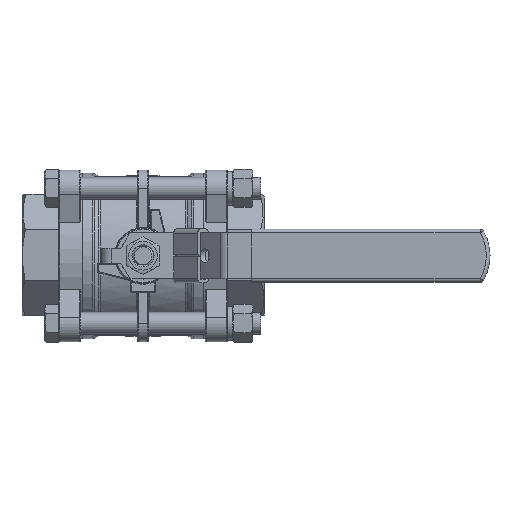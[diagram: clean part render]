
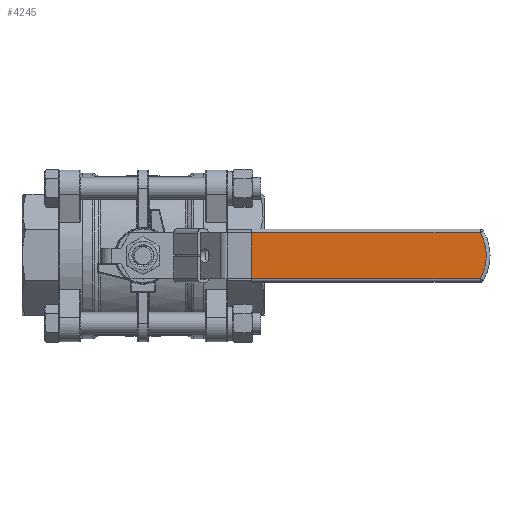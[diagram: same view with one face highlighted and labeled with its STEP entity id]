
A CAD part, top view. The second image highlights one B-rep face of the part: STEP entity #4245.
In plain terms, the highlighted planar face has unit normal (0, 0, 1).
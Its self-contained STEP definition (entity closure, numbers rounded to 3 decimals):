
#4245=ADVANCED_FACE('',(#8316),#8317,.T.);
#8316=FACE_OUTER_BOUND('',#25683,.T.);
#8317=PLANE('',#25684);
#25683=EDGE_LOOP('',(#36521,#36522,#36523,#36524));
#25684=AXIS2_PLACEMENT_3D('',#36525,#36526,#36527);
#36521=ORIENTED_EDGE('',*,*,#41294,.T.);
#36522=ORIENTED_EDGE('',*,*,#41295,.T.);
#36523=ORIENTED_EDGE('',*,*,#41296,.T.);
#36524=ORIENTED_EDGE('',*,*,#41297,.T.);
#36525=CARTESIAN_POINT('',(80.038,-0.414,2.0));
#36526=DIRECTION('',(0.0,0.0,1.0));
#36527=DIRECTION('',(1.0,0.0,0.0));
#41294=EDGE_CURVE('',#47710,#47711,#47712,.T.);
#41295=EDGE_CURVE('',#47711,#47713,#47714,.T.);
#41296=EDGE_CURVE('',#47713,#47715,#47716,.T.);
#41297=EDGE_CURVE('',#47715,#47710,#47717,.T.);
#47710=VERTEX_POINT('',#65454);
#47711=VERTEX_POINT('',#65455);
#47712=LINE('',#65456,#65457);
#47713=VERTEX_POINT('',#65458);
#47714=LINE('',#65459,#65460);
#47715=VERTEX_POINT('',#65461);
#47716=CIRCLE('',#65462,25.0);
#47717=LINE('',#65463,#65464);
#65454=CARTESIAN_POINT('',(-22.962,12.086,2.0));
#65455=CARTESIAN_POINT('',(-22.962,-12.914,2.0));
#65456=CARTESIAN_POINT('',(-22.962,-0.414,2.0));
#65457=VECTOR('',#69304,1.0);
#65458=CARTESIAN_POINT('',(101.689,-12.914,2.0));
#65459=CARTESIAN_POINT('',(102.814,-12.914,2.0));
#65460=VECTOR('',#69305,1.0);
#65461=CARTESIAN_POINT('',(101.689,12.086,2.0));
#65462=AXIS2_PLACEMENT_3D('',#69306,#69307,#69308);
#65463=CARTESIAN_POINT('',(-22.962,12.086,2.0));
#65464=VECTOR('',#69309,1.0);
#69304=DIRECTION('',(0.,-1.0,0.0));
#69305=DIRECTION('',(1.0,0.,0.0));
#69306=CARTESIAN_POINT('',(80.038,-0.414,2.0));
#69307=DIRECTION('',(0.0,0.0,1.0));
#69308=DIRECTION('',(1.0,0.0,0.0));
#69309=DIRECTION('',(-1.0,0.,0.0));
